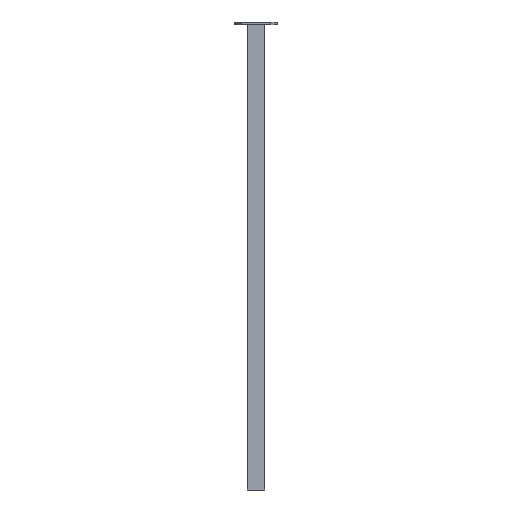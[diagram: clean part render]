
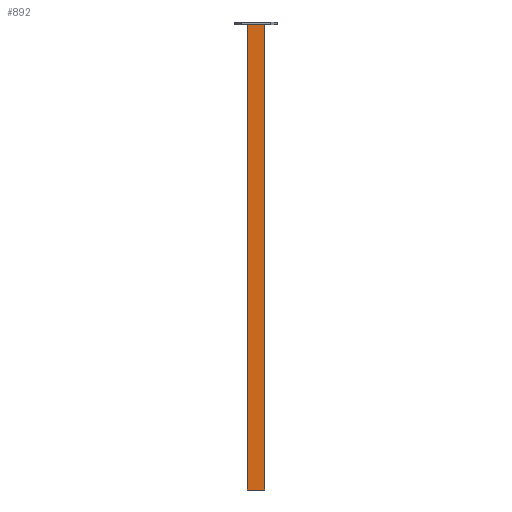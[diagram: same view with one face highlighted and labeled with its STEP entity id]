
A CAD part, front view. The second image highlights one B-rep face of the part: STEP entity #892.
In plain terms, the highlighted planar face has unit normal (0, -1, 0).
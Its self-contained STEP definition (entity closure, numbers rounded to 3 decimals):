
#342 = CARTESIAN_POINT ( 'NONE',  ( 21., -40., 1096. ) ) ;
#343 = DIRECTION ( 'NONE',  ( 0., 0., -1. ) ) ;
#687 = EDGE_CURVE ( 'NONE', #4501, #4422, #3519, .T. ) ;
#689 = EDGE_CURVE ( 'NONE', #4422, #4504, #3523, .T. ) ;
#690 = EDGE_CURVE ( 'NONE', #4501, #4454, #3525, .T. ) ;
#892 = ADVANCED_FACE ( 'NONE', ( #3790 ), #4097, .F. ) ;
#1290 = LINE ( 'NONE', #342, #1293 ) ;
#1293 = VECTOR ( 'NONE', #343, 1000. ) ;
#1676 = CARTESIAN_POINT ( 'NONE',  ( -21., -40., 0. ) ) ;
#1708 = CARTESIAN_POINT ( 'NONE',  ( 21., -40., 1096. ) ) ;
#1751 = CARTESIAN_POINT ( 'NONE',  ( -21., -40., 1096. ) ) ;
#1754 = CARTESIAN_POINT ( 'NONE',  ( 21., -40., 0. ) ) ;
#2342 = EDGE_CURVE ( 'NONE', #4454, #4504, #1290, .T. ) ;
#2441 = AXIS2_PLACEMENT_3D ( 'NONE', #4090, #4099, #4100 ) ;
#2936 = ORIENTED_EDGE ( 'NONE', *, *, #689, .T. ) ;
#2937 = ORIENTED_EDGE ( 'NONE', *, *, #2342, .F. ) ;
#2938 = ORIENTED_EDGE ( 'NONE', *, *, #690, .F. ) ;
#2939 = ORIENTED_EDGE ( 'NONE', *, *, #687, .T. ) ;
#3343 = EDGE_LOOP ( 'NONE', ( #2936, #2937, #2938, #2939 ) ) ;
#3519 = LINE ( 'NONE', #4822, #3522 ) ;
#3522 = VECTOR ( 'NONE', #4824, 1000. ) ;
#3523 = LINE ( 'NONE', #4826, #3526 ) ;
#3525 = LINE ( 'NONE', #4828, #3528 ) ;
#3526 = VECTOR ( 'NONE', #4827, 1000. ) ;
#3528 = VECTOR ( 'NONE', #4829, 1000. ) ;
#3790 = FACE_OUTER_BOUND ( 'NONE', #3343, .T. ) ;
#4090 = CARTESIAN_POINT ( 'NONE',  ( 21., -40., 1096. ) ) ;
#4097 = PLANE ( 'NONE',  #2441 ) ;
#4099 = DIRECTION ( 'NONE',  ( 0., 1., 0. ) ) ;
#4100 = DIRECTION ( 'NONE',  ( -1., 0., 0. ) ) ;
#4422 = VERTEX_POINT ( 'NONE', #1676 ) ;
#4454 = VERTEX_POINT ( 'NONE', #1708 ) ;
#4501 = VERTEX_POINT ( 'NONE', #1751 ) ;
#4504 = VERTEX_POINT ( 'NONE', #1754 ) ;
#4822 = CARTESIAN_POINT ( 'NONE',  ( -21., -40., 1096. ) ) ;
#4824 = DIRECTION ( 'NONE',  ( 0., 0., -1. ) ) ;
#4826 = CARTESIAN_POINT ( 'NONE',  ( 21., -40., 0. ) ) ;
#4827 = DIRECTION ( 'NONE',  ( 1., 0., 0. ) ) ;
#4828 = CARTESIAN_POINT ( 'NONE',  ( 21., -40., 1096. ) ) ;
#4829 = DIRECTION ( 'NONE',  ( 1., 0., 0. ) ) ;
